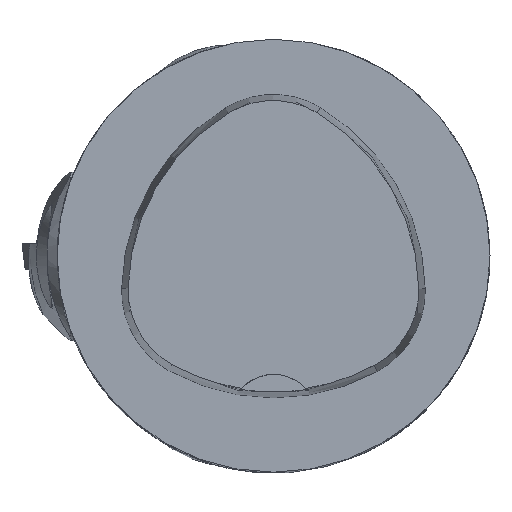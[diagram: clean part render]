
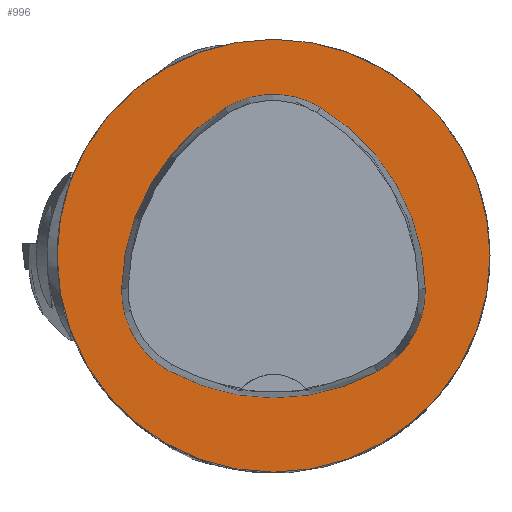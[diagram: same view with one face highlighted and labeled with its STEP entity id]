
A CAD part, top view. The second image highlights one B-rep face of the part: STEP entity #996.
In plain terms, the highlighted planar face has unit normal (0, 0, 1).
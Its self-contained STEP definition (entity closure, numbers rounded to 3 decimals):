
#259=PLANE('',#7876);
#859=FACE_BOUND('',#1832,.T.);
#860=FACE_BOUND('',#1833,.T.);
#996=ADVANCED_FACE('',(#859,#860),#259,.T.);
#1832=EDGE_LOOP('',(#3738,#3739,#3740,#3741,#3742,#3743));
#1833=EDGE_LOOP('',(#3744));
#3738=ORIENTED_EDGE('',*,*,#6649,.T.);
#3739=ORIENTED_EDGE('',*,*,#6629,.T.);
#3740=ORIENTED_EDGE('',*,*,#6633,.T.);
#3741=ORIENTED_EDGE('',*,*,#6636,.T.);
#3742=ORIENTED_EDGE('',*,*,#6639,.T.);
#3743=ORIENTED_EDGE('',*,*,#6647,.T.);
#3744=ORIENTED_EDGE('',*,*,#6373,.F.);
#5628=VERTEX_POINT('',#10535);
#5879=VERTEX_POINT('',#11130);
#5880=VERTEX_POINT('',#11131);
#5883=VERTEX_POINT('',#11139);
#5885=VERTEX_POINT('',#11145);
#5887=VERTEX_POINT('',#11151);
#5894=VERTEX_POINT('',#11172);
#6373=EDGE_CURVE('',#5628,#5628,#7450,.T.);
#6629=EDGE_CURVE('',#5879,#5880,#7515,.T.);
#6633=EDGE_CURVE('',#5880,#5883,#7517,.T.);
#6636=EDGE_CURVE('',#5883,#5885,#7519,.T.);
#6639=EDGE_CURVE('',#5885,#5887,#7521,.T.);
#6647=EDGE_CURVE('',#5887,#5894,#7525,.T.);
#6649=EDGE_CURVE('',#5894,#5879,#7527,.T.);
#7450=CIRCLE('',#7762,20.);
#7515=CIRCLE('',#7854,20.);
#7517=CIRCLE('',#7857,8.5);
#7519=CIRCLE('',#7860,20.);
#7521=CIRCLE('',#7863,8.5);
#7525=CIRCLE('',#7868,20.);
#7527=CIRCLE('',#7871,8.5);
#7762=AXIS2_PLACEMENT_3D('',#10534,#8459,#8460);
#7854=AXIS2_PLACEMENT_3D('',#11129,#8811,#8812);
#7857=AXIS2_PLACEMENT_3D('',#11138,#8819,#8820);
#7860=AXIS2_PLACEMENT_3D('',#11144,#8826,#8827);
#7863=AXIS2_PLACEMENT_3D('',#11150,#8833,#8834);
#7868=AXIS2_PLACEMENT_3D('',#11173,#8845,#8846);
#7871=AXIS2_PLACEMENT_3D('',#11176,#8851,#8852);
#7876=AXIS2_PLACEMENT_3D('',#11181,#8861,#8862);
#8459=DIRECTION('',(0.,0.,-1.));
#8460=DIRECTION('',(-1.,0.,0.));
#8811=DIRECTION('',(0.,0.,-1.));
#8812=DIRECTION('',(-1.,0.,0.));
#8819=DIRECTION('',(0.,0.,-1.));
#8820=DIRECTION('',(-1.,0.,0.));
#8826=DIRECTION('',(0.,0.,-1.));
#8827=DIRECTION('',(-1.,0.,0.));
#8833=DIRECTION('',(0.,0.,-1.));
#8834=DIRECTION('',(-1.,0.,0.));
#8845=DIRECTION('',(0.,0.,-1.));
#8846=DIRECTION('',(-1.,0.,0.));
#8851=DIRECTION('',(0.,0.,-1.));
#8852=DIRECTION('',(-1.,0.,0.));
#8861=DIRECTION('',(0.,0.,1.));
#8862=DIRECTION('',(1.,0.,0.));
#10534=CARTESIAN_POINT('',(0.,0.,0.));
#10535=CARTESIAN_POINT('',(-20.,0.,0.));
#11129=CARTESIAN_POINT('',(5.955,-3.414,0.));
#11130=CARTESIAN_POINT('',(-14.041,-3.042,0.));
#11131=CARTESIAN_POINT('',(-4.472,13.653,0.));
#11138=CARTESIAN_POINT('',(-0.04,6.4,0.));
#11139=CARTESIAN_POINT('',(4.347,13.68,0.));
#11144=CARTESIAN_POINT('',(-5.976,-3.45,0.));
#11145=CARTESIAN_POINT('',(14.021,-3.075,0.));
#11150=CARTESIAN_POINT('',(5.522,-3.235,0.));
#11151=CARTESIAN_POINT('',(9.588,-10.699,0.));
#11172=CARTESIAN_POINT('',(-9.655,-10.639,0.));
#11173=CARTESIAN_POINT('',(0.022,6.864,0.));
#11176=CARTESIAN_POINT('',(-5.543,-3.2,0.));
#11181=CARTESIAN_POINT('',(0.,0.,0.));
